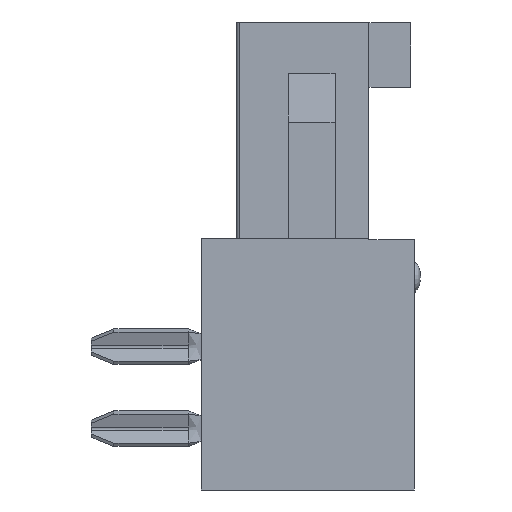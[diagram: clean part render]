
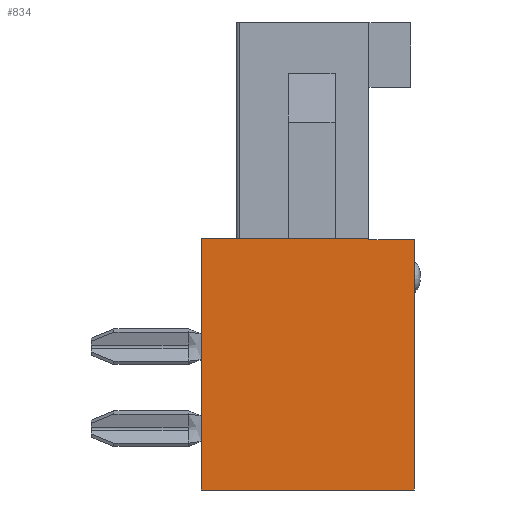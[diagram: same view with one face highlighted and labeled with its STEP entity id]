
A CAD part, left-side view. The second image highlights one B-rep face of the part: STEP entity #834.
In plain terms, the highlighted planar face has unit normal (-1, 0, 0).
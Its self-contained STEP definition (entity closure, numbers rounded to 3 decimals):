
#834 = ADVANCED_FACE( '', ( #1669 ), #1670, .F. );
#1669 = FACE_OUTER_BOUND( '', #2673, .T. );
#1670 = PLANE( '', #2674 );
#2673 = EDGE_LOOP( '', ( #5059, #5060, #5061, #5062, #5063, #5064, #5065, #5066, #5067, #5068, #5069, #5070 ) );
#2674 = AXIS2_PLACEMENT_3D( '', #5071, #5072, #5073 );
#5059 = ORIENTED_EDGE( '', *, *, #5539, .F. );
#5060 = ORIENTED_EDGE( '', *, *, #5339, .T. );
#5061 = ORIENTED_EDGE( '', *, *, #6225, .F. );
#5062 = ORIENTED_EDGE( '', *, *, #6042, .T. );
#5063 = ORIENTED_EDGE( '', *, *, #5826, .F. );
#5064 = ORIENTED_EDGE( '', *, *, #6226, .F. );
#5065 = ORIENTED_EDGE( '', *, *, #5780, .F. );
#5066 = ORIENTED_EDGE( '', *, *, #6198, .F. );
#5067 = ORIENTED_EDGE( '', *, *, #5734, .F. );
#5068 = ORIENTED_EDGE( '', *, *, #6146, .F. );
#5069 = ORIENTED_EDGE( '', *, *, #5486, .F. );
#5070 = ORIENTED_EDGE( '', *, *, #5709, .F. );
#5071 = CARTESIAN_POINT( '', ( -4.205, 0., 0. ) );
#5072 = DIRECTION( '', ( 1., 0., 0. ) );
#5073 = DIRECTION( '', ( 0., 0., -1. ) );
#5339 = EDGE_CURVE( '', #6406, #6407, #6408, .F. );
#5486 = EDGE_CURVE( '', #6666, #6668, #6669, .T. );
#5539 = EDGE_CURVE( '', #6406, #6762, #6763, .T. );
#5709 = EDGE_CURVE( '', #6762, #6666, #7019, .T. );
#5734 = EDGE_CURVE( '', #7055, #7057, #7058, .T. );
#5780 = EDGE_CURVE( '', #7129, #7124, #7131, .T. );
#5826 = EDGE_CURVE( '', #7197, #7198, #7199, .T. );
#6042 = EDGE_CURVE( '', #7485, #7198, #7486, .F. );
#6146 = EDGE_CURVE( '', #6668, #7055, #7608, .T. );
#6198 = EDGE_CURVE( '', #7057, #7129, #7665, .T. );
#6225 = EDGE_CURVE( '', #7485, #6407, #7695, .T. );
#6226 = EDGE_CURVE( '', #7124, #7197, #7696, .T. );
#6406 = VERTEX_POINT( '', #7953 );
#6407 = VERTEX_POINT( '', #7954 );
#6408 = CIRCLE( '', #7955, 0.02 );
#6666 = VERTEX_POINT( '', #8322 );
#6668 = VERTEX_POINT( '', #8325 );
#6669 = LINE( '', #8326, #8327 );
#6762 = VERTEX_POINT( '', #8461 );
#6763 = LINE( '', #8462, #8463 );
#7019 = LINE( '', #8840, #8841 );
#7055 = VERTEX_POINT( '', #8891 );
#7057 = VERTEX_POINT( '', #8894 );
#7058 = LINE( '', #8895, #8896 );
#7124 = VERTEX_POINT( '', #8988 );
#7129 = VERTEX_POINT( '', #8995 );
#7131 = LINE( '', #8998, #8999 );
#7197 = VERTEX_POINT( '', #9092 );
#7198 = VERTEX_POINT( '', #9093 );
#7199 = LINE( '', #9094, #9095 );
#7485 = VERTEX_POINT( '', #9528 );
#7486 = CIRCLE( '', #9529, 0.02 );
#7608 = LINE( '', #9715, #9716 );
#7665 = LINE( '', #9796, #9797 );
#7695 = LINE( '', #9839, #9840 );
#7696 = LINE( '', #9841, #9842 );
#7953 = CARTESIAN_POINT( '', ( -4.205, -3.31, 2.2 ) );
#7954 = CARTESIAN_POINT( '', ( -4.205, -3.33, 2.22 ) );
#7955 = AXIS2_PLACEMENT_3D( '', #9938, #9939, #9940 );
#8322 = CARTESIAN_POINT( '', ( -4.205, -3.3, -3.9 ) );
#8325 = CARTESIAN_POINT( '', ( -4.205, 3.3, -3.9 ) );
#8326 = CARTESIAN_POINT( '', ( -4.205, -3.3, -3.9 ) );
#8327 = VECTOR( '', #10099, 1000. );
#8461 = CARTESIAN_POINT( '', ( -4.205, -3.3, 2.2 ) );
#8462 = CARTESIAN_POINT( '', ( -4.205, -3.33, 2.2 ) );
#8463 = VECTOR( '', #10153, 1000. );
#8840 = CARTESIAN_POINT( '', ( -4.205, -3.3, 3.9 ) );
#8841 = VECTOR( '', #10314, 1000. );
#8891 = CARTESIAN_POINT( '', ( -4.205, 3.3, 3.9 ) );
#8894 = CARTESIAN_POINT( '', ( -4.205, -1.9, 3.9 ) );
#8895 = CARTESIAN_POINT( '', ( -4.205, 3.3, 3.9 ) );
#8896 = VECTOR( '', #10342, 1000. );
#8988 = CARTESIAN_POINT( '', ( -4.205, -3.3, 3.85 ) );
#8995 = CARTESIAN_POINT( '', ( -4.205, -1.9, 3.85 ) );
#8998 = CARTESIAN_POINT( '', ( -4.205, 0., 3.85 ) );
#8999 = VECTOR( '', #10393, 1000. );
#9092 = CARTESIAN_POINT( '', ( -4.205, -3.3, 2.25 ) );
#9093 = CARTESIAN_POINT( '', ( -4.205, -3.31, 2.25 ) );
#9094 = CARTESIAN_POINT( '', ( -4.205, -3.3, 2.25 ) );
#9095 = VECTOR( '', #10439, 1000. );
#9528 = CARTESIAN_POINT( '', ( -4.205, -3.33, 2.23 ) );
#9529 = AXIS2_PLACEMENT_3D( '', #10621, #10622, #10623 );
#9715 = CARTESIAN_POINT( '', ( -4.205, 3.3, -3.9 ) );
#9716 = VECTOR( '', #10691, 1000. );
#9796 = CARTESIAN_POINT( '', ( -4.205, -1.9, 0. ) );
#9797 = VECTOR( '', #10721, 1000. );
#9839 = CARTESIAN_POINT( '', ( -4.205, -3.33, 2.25 ) );
#9840 = VECTOR( '', #10734, 1000. );
#9841 = CARTESIAN_POINT( '', ( -4.205, -3.3, 3.9 ) );
#9842 = VECTOR( '', #10735, 1000. );
#9938 = CARTESIAN_POINT( '', ( -4.205, -3.31, 2.22 ) );
#9939 = DIRECTION( '', ( 1., 0., 0. ) );
#9940 = DIRECTION( '', ( 0., 0., -1. ) );
#10099 = DIRECTION( '', ( 0., 1., 0. ) );
#10153 = DIRECTION( '', ( 0., 1., 0. ) );
#10314 = DIRECTION( '', ( 0., 0., -1. ) );
#10342 = DIRECTION( '', ( 0., -1., 0. ) );
#10393 = DIRECTION( '', ( 0., -1., 0. ) );
#10439 = DIRECTION( '', ( 0., -1., 0. ) );
#10621 = CARTESIAN_POINT( '', ( -4.205, -3.31, 2.23 ) );
#10622 = DIRECTION( '', ( 1., 0., 0. ) );
#10623 = DIRECTION( '', ( 0., 0., -1. ) );
#10691 = DIRECTION( '', ( 0., 0., 1. ) );
#10721 = DIRECTION( '', ( 0., 0., -1. ) );
#10734 = DIRECTION( '', ( 0., 0., -1. ) );
#10735 = DIRECTION( '', ( 0., 0., -1. ) );
